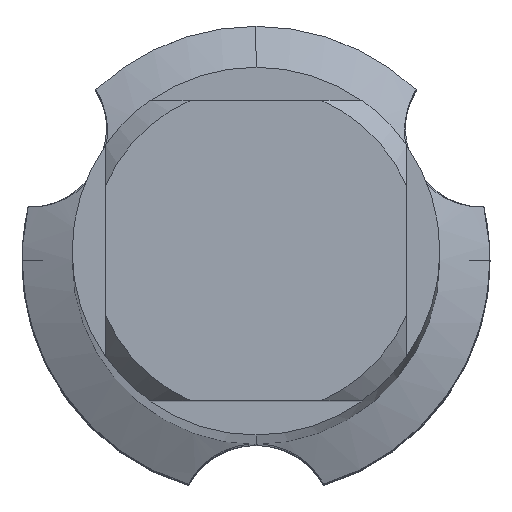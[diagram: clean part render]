
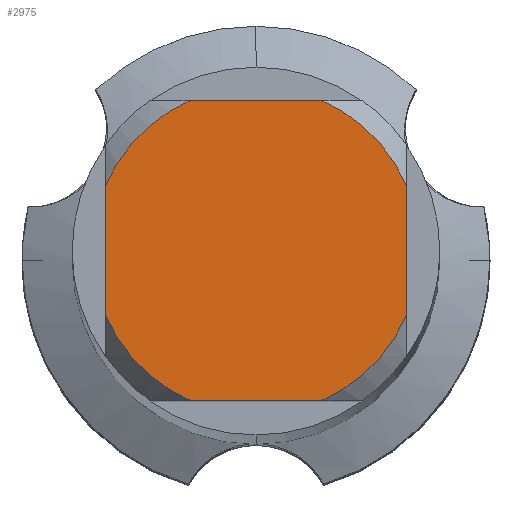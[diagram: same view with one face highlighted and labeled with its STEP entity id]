
A CAD part, top view. The second image highlights one B-rep face of the part: STEP entity #2975.
In plain terms, the highlighted planar face has unit normal (0, 0, 1).
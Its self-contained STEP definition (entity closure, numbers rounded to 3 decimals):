
#2145=EDGE_CURVE('',#2801,#3853,#5984,.T.);
#2307=VERTEX_POINT('',#6164);
#2801=VERTEX_POINT('',#6703);
#2975=ADVANCED_FACE('',(#6892),#6893,.T.);
#3001=VERTEX_POINT('',#6920);
#3195=EDGE_CURVE('',#4115,#3001,#7129,.T.);
#3377=VERTEX_POINT('',#7325);
#3437=VERTEX_POINT('',#7392);
#3579=EDGE_CURVE('',#4141,#3437,#7546,.T.);
#3853=VERTEX_POINT('',#7845);
#4115=VERTEX_POINT('',#8133);
#4141=VERTEX_POINT('',#8159);
#4215=EDGE_CURVE('',#2307,#3001,#8244,.T.);
#4577=EDGE_CURVE('',#2801,#3437,#8653,.T.);
#5139=EDGE_CURVE('',#2307,#3853,#9261,.T.);
#5317=EDGE_CURVE('',#4115,#3377,#9458,.T.);
#5651=EDGE_CURVE('',#4141,#3377,#9813,.T.);
#5984=LINE('',#10401,#10402);
#6164=CARTESIAN_POINT('',(1.939,4.5,0.0));
#6703=CARTESIAN_POINT('',(4.5,-1.939,0.0));
#6892=FACE_OUTER_BOUND('',#11937,.T.);
#6893=PLANE('',#11938);
#6920=CARTESIAN_POINT('',(-1.939,4.5,0.0));
#7129=CIRCLE('',#12357,4.9);
#7325=CARTESIAN_POINT('',(-4.5,-1.939,0.0));
#7392=CARTESIAN_POINT('',(1.939,-4.5,0.0));
#7546=LINE('',#13150,#13151);
#7845=CARTESIAN_POINT('',(4.5,1.939,0.0));
#8133=CARTESIAN_POINT('',(-4.5,1.939,0.0));
#8159=CARTESIAN_POINT('',(-1.939,-4.5,0.0));
#8244=LINE('',#14316,#14317);
#8653=CIRCLE('',#14997,4.9);
#9261=CIRCLE('',#16086,4.9);
#9458=LINE('',#16449,#16450);
#9813=CIRCLE('',#17112,4.9);
#10401=CARTESIAN_POINT('',(4.5,1.225,0.0));
#10402=VECTOR('',#17530,1.0);
#11937=EDGE_LOOP('',(#18624,#18625,#18626,#18627,#18628,#18629,#18630,#18631));
#11938=AXIS2_PLACEMENT_3D('',#18632,#18633,#18634);
#12357=AXIS2_PLACEMENT_3D('',#18862,#18863,#18864);
#13150=CARTESIAN_POINT('',(0.0,-4.5,0.0));
#13151=VECTOR('',#19425,1.0);
#14316=CARTESIAN_POINT('',(0.0,4.5,0.0));
#14317=VECTOR('',#20171,1.0);
#14997=AXIS2_PLACEMENT_3D('',#20808,#20809,#20810);
#16086=AXIS2_PLACEMENT_3D('',#21413,#21414,#21415);
#16449=CARTESIAN_POINT('',(-4.5,1.225,0.0));
#16450=VECTOR('',#21649,1.0);
#17112=AXIS2_PLACEMENT_3D('',#21948,#21949,#21950);
#17530=DIRECTION('',(-0.0,1.0,0.0));
#18624=ORIENTED_EDGE('',*,*,#5317,.T.);
#18625=ORIENTED_EDGE('',*,*,#5651,.F.);
#18626=ORIENTED_EDGE('',*,*,#3579,.T.);
#18627=ORIENTED_EDGE('',*,*,#4577,.F.);
#18628=ORIENTED_EDGE('',*,*,#2145,.T.);
#18629=ORIENTED_EDGE('',*,*,#5139,.F.);
#18630=ORIENTED_EDGE('',*,*,#4215,.T.);
#18631=ORIENTED_EDGE('',*,*,#3195,.F.);
#18632=CARTESIAN_POINT('',(0.0,2.45,0.0));
#18633=DIRECTION('',(-0.0,0.0,1.0));
#18634=DIRECTION('',(0.0,-1.0,0.0));
#18862=CARTESIAN_POINT('',(0.0,0.0,0.0));
#18863=DIRECTION('',(0.0,0.0,-1.0));
#18864=DIRECTION('',(0.0,1.0,0.0));
#19425=DIRECTION('',(1.0,0.0,0.0));
#20171=DIRECTION('',(-1.0,0.0,0.0));
#20808=CARTESIAN_POINT('',(0.0,0.0,0.0));
#20809=DIRECTION('',(0.0,0.0,-1.0));
#20810=DIRECTION('',(0.0,1.0,0.0));
#21413=CARTESIAN_POINT('',(0.0,0.0,0.0));
#21414=DIRECTION('',(0.0,0.0,-1.0));
#21415=DIRECTION('',(0.0,1.0,0.0));
#21649=DIRECTION('',(-0.0,-1.0,0.0));
#21948=CARTESIAN_POINT('',(0.0,0.0,0.0));
#21949=DIRECTION('',(0.0,0.0,-1.0));
#21950=DIRECTION('',(0.0,1.0,0.0));
